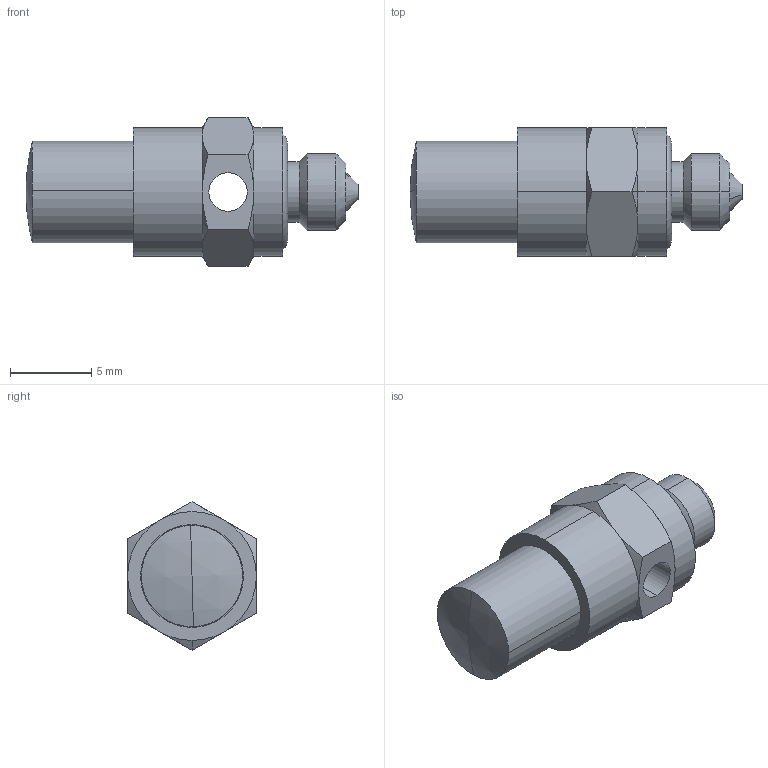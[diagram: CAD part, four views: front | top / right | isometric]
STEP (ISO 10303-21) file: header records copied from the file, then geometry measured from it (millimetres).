
FILE_DESCRIPTION (( 'STEP AP214' ), '1' );
FILE_NAME ('GBV10N.step', '2018-10-25T17:35:42', ( '' ), ( '' ), 'SwSTEP 2.0', 'SolidWorks 2018', '' );
FILE_SCHEMA (( 'AUTOMOTIVE_DESIGN' ));
Length unit declared in the file: inch
Products named in the file (1): GBV10N
Bounding box: 20.47 x 7.94 x 9.17 mm (x, y, z)
Volume: 573.4 mm3; surface area: 914.8 mm2
Topology: 5 solids, 5 shells, 66 faces, 134 edges, 79 vertices
Faces by surface type: cylinder 22, cone 22, plane 16, torus 4, sphere 2
Entity records: 2624 total; most frequent: CARTESIAN_POINT 384, DIRECTION 316, ORIENTED_EDGE 268, AXIS2_PLACEMENT_3D 139, EDGE_CURVE 134, VERTEX_POINT 79, CIRCLE 72, EDGE_LOOP 71
